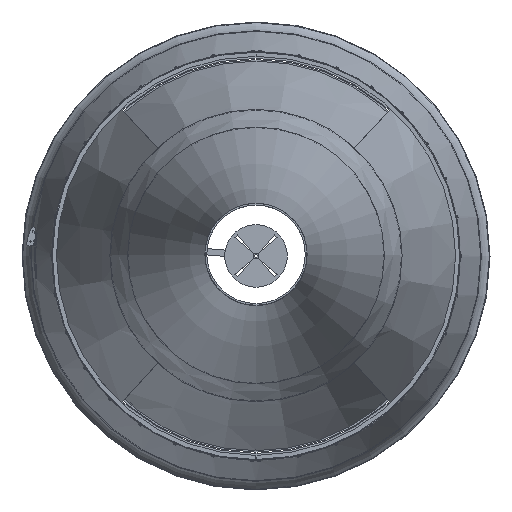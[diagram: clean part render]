
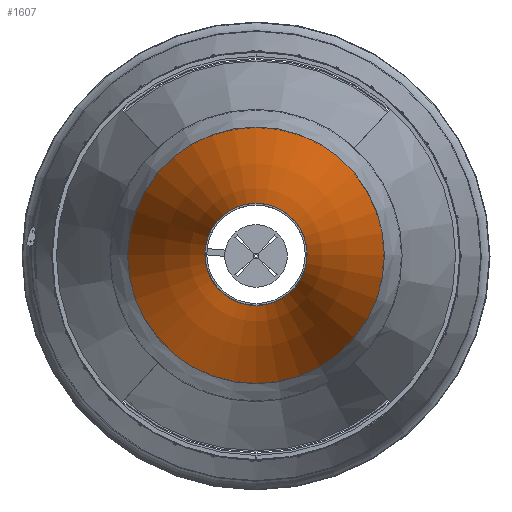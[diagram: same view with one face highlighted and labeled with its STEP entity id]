
A CAD part, top view. The second image highlights one B-rep face of the part: STEP entity #1607.
In plain terms, the highlighted toroidal (fillet/blend) face has major radius 4622.5 mm and minor radius 4500 mm.
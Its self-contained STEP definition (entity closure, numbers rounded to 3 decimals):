
#1607=ADVANCED_FACE('',(#3528,#3529),#3530,.F.);
#3528=FACE_OUTER_BOUND('',#5813,.T.);
#3529=FACE_OUTER_BOUND('',#5814,.T.);
#3530=TOROIDAL_SURFACE('',#5815,4622.5,4500.0);
#5813=EDGE_LOOP('',(#9846));
#5814=EDGE_LOOP('',(#9847));
#5815=AXIS2_PLACEMENT_3D('',#9848,#9849,#9850);
#9846=ORIENTED_EDGE('',*,*,#14322,.T.);
#9847=ORIENTED_EDGE('',*,*,#14325,.F.);
#9848=CARTESIAN_POINT('',(0.0,0.0,2089.065));
#9849=DIRECTION('',(0.0,0.0,1.0));
#9850=DIRECTION('',(1.0,0.0,0.0));
#14322=EDGE_CURVE('',#17357,#17357,#17358,.T.);
#14325=EDGE_CURVE('',#17361,#17361,#17362,.T.);
#17357=VERTEX_POINT('',#21763);
#17358=CIRCLE('',#21764,307.44);
#17361=VERTEX_POINT('',#21767);
#17362=CIRCLE('',#21768,122.5);
#21763=CARTESIAN_POINT('',(307.44,0.0,812.251));
#21764=AXIS2_PLACEMENT_3D('',#26072,#26073,#26074);
#21767=CARTESIAN_POINT('',(122.5,0.0,2089.065));
#21768=AXIS2_PLACEMENT_3D('',#26075,#26076,#26077);
#26072=CARTESIAN_POINT('',(0.0,0.0,812.251));
#26073=DIRECTION('',(0.0,0.0,1.0));
#26074=DIRECTION('',(1.0,0.0,0.0));
#26075=CARTESIAN_POINT('',(0.0,0.0,2089.065));
#26076=DIRECTION('',(0.0,0.0,1.0));
#26077=DIRECTION('',(1.0,0.0,0.0));
